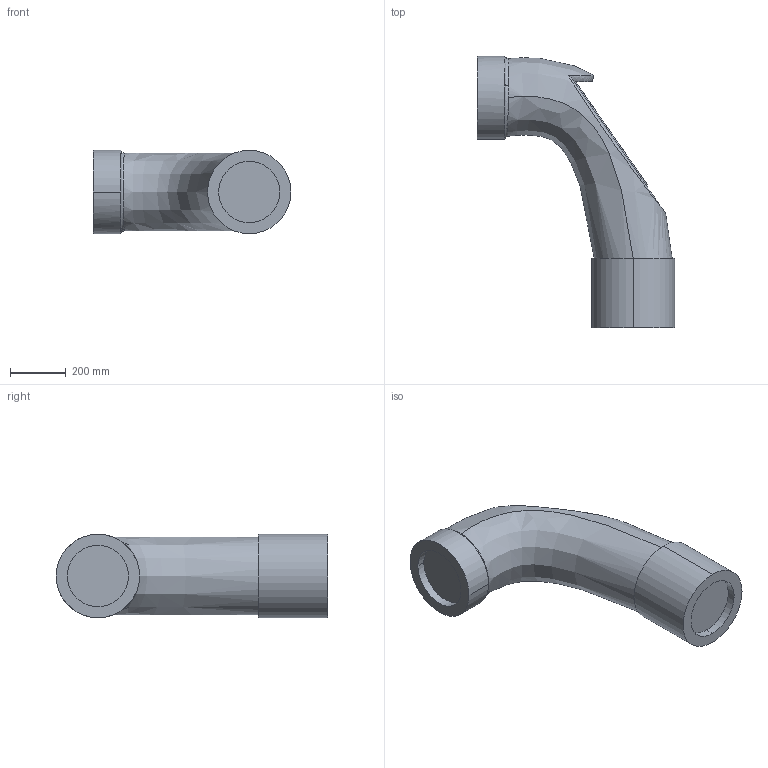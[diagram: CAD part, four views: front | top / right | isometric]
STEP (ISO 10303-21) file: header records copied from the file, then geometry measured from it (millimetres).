
FILE_DESCRIPTION (( 'STEP AP203' ), '1' );
FILE_NAME ('Hombro_Predeterminado_sldprt.STEP', '2017-12-03T21:13:36', ( '' ), ( '' ), 'SwSTEP 2.0', 'SolidWorks 2017', '' );
FILE_SCHEMA (( 'CONFIG_CONTROL_DESIGN' ));
Length unit declared in the file: millimetre
Products named in the file (1): Hombro_Predeterminado_sldprt
Bounding box: 711.98 x 977.51 x 300 mm (x, y, z)
Volume: 67050000.1 mm3; surface area: 1248204.7 mm2
Topology: 1 solids, 1 shells, 24 faces, 56 edges, 38 vertices
Faces by surface type: bspline 8, cylinder 8, plane 8
Entity records: 4596 total; most frequent: CARTESIAN_POINT 4018, ORIENTED_EDGE 112, DIRECTION 88, EDGE_CURVE 56, AXIS2_PLACEMENT_3D 39, VERTEX_POINT 38, EDGE_LOOP 28, FACE_OUTER_BOUND 24
